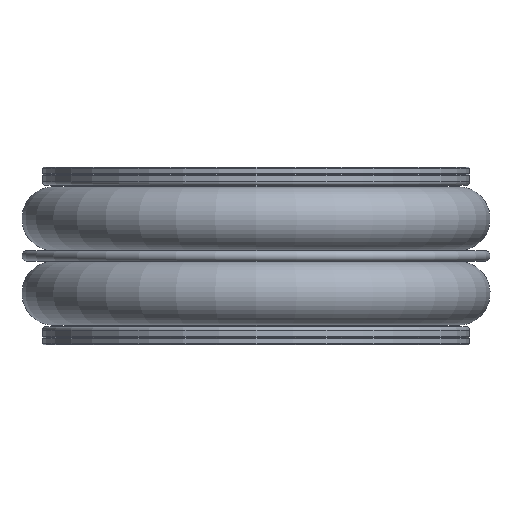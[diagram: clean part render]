
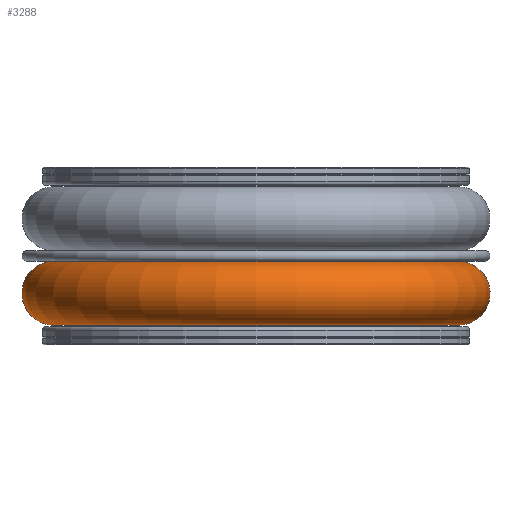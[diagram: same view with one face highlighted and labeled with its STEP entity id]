
A CAD part, front view. The second image highlights one B-rep face of the part: STEP entity #3288.
In plain terms, the highlighted toroidal (fillet/blend) face has major radius 235.85 mm and minor radius 37.2 mm.
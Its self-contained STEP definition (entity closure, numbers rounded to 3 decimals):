
#2812=TOROIDAL_SURFACE('',#12553,235.85,37.2);
#3288=ADVANCED_FACE('',(#4304,#4305),#2812,.T.);
#4304=FACE_BOUND('',#4910,.T.);
#4305=FACE_BOUND('',#4911,.T.);
#4910=EDGE_LOOP('',(#6102));
#4911=EDGE_LOOP('',(#6103));
#6102=ORIENTED_EDGE('',*,*,#10065,.F.);
#6103=ORIENTED_EDGE('',*,*,#10066,.T.);
#9098=VERTEX_POINT('',#18509);
#9099=VERTEX_POINT('',#18511);
#10065=EDGE_CURVE('',#9098,#9098,#11564,.T.);
#10066=EDGE_CURVE('',#9099,#9099,#11565,.T.);
#11564=CIRCLE('',#12551,235.85);
#11565=CIRCLE('',#12552,235.85);
#12551=AXIS2_PLACEMENT_3D('',#18508,#14398,#14399);
#12552=AXIS2_PLACEMENT_3D('',#18510,#14400,#14401);
#12553=AXIS2_PLACEMENT_3D('',#18512,#14402,#14403);
#14398=DIRECTION('',(0.,0.,-1.));
#14399=DIRECTION('',(-1.,0.,0.));
#14400=DIRECTION('',(0.,0.,-1.));
#14401=DIRECTION('',(-1.,0.,0.));
#14402=DIRECTION('',(0.,0.,-1.));
#14403=DIRECTION('',(-1.,0.,0.));
#18508=CARTESIAN_POINT('',(0.,0.,14.75));
#18509=CARTESIAN_POINT('',(-235.85,0.,14.75));
#18510=CARTESIAN_POINT('',(0.,0.,89.15));
#18511=CARTESIAN_POINT('',(-235.85,0.,89.15));
#18512=CARTESIAN_POINT('',(0.,0.,51.95));
